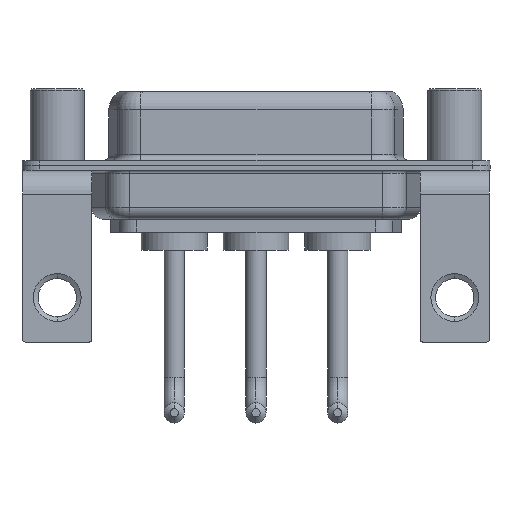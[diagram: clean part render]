
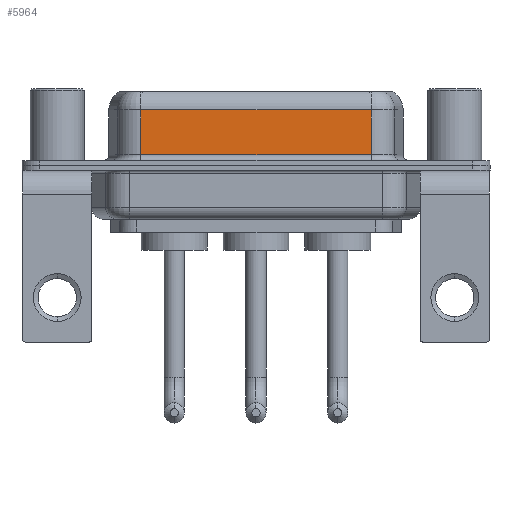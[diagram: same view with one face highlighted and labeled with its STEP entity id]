
A CAD part, front view. The second image highlights one B-rep face of the part: STEP entity #5964.
In plain terms, the highlighted planar face has unit normal (0, -1, 0).
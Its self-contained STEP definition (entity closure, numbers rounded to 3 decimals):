
#498 = VECTOR ( 'NONE', #6768, 1000. ) ;
#809 = DIRECTION ( 'NONE',  ( 0., 0., 1. ) ) ;
#1182 = LINE ( 'NONE', #5753, #13667 ) ;
#1285 = CARTESIAN_POINT ( 'NONE',  ( 26.287, -3.95, 6.4 ) ) ;
#1706 = VECTOR ( 'NONE', #2091, 1000. ) ;
#1897 = AXIS2_PLACEMENT_3D ( 'NONE', #6522, #11116, #809 ) ;
#2091 = DIRECTION ( 'NONE',  ( -1., 0., 0. ) ) ;
#2629 = CARTESIAN_POINT ( 'NONE',  ( 26.287, -3.95, 0.9 ) ) ;
#2747 = CARTESIAN_POINT ( 'NONE',  ( 7.013, -3.95, 4.65 ) ) ;
#2749 = DIRECTION ( 'NONE',  ( 1., 0., 0. ) ) ;
#3081 = FACE_OUTER_BOUND ( 'NONE', #11436, .T. ) ;
#3481 = LINE ( 'NONE', #1285, #498 ) ;
#3527 = CARTESIAN_POINT ( 'NONE',  ( 26.287, -3.95, 4.65 ) ) ;
#4196 = VERTEX_POINT ( 'NONE', #2629 ) ;
#4466 = ORIENTED_EDGE ( 'NONE', *, *, #11499, .T. ) ;
#4558 = DIRECTION ( 'NONE',  ( 0., 0., -1. ) ) ;
#5753 = CARTESIAN_POINT ( 'NONE',  ( 7.013, -3.95, 6.4 ) ) ;
#5964 = ADVANCED_FACE ( 'NONE', ( #3081 ), #12231, .F. ) ;
#6058 = VECTOR ( 'NONE', #2749, 1000. ) ;
#6127 = VERTEX_POINT ( 'NONE', #11638 ) ;
#6522 = CARTESIAN_POINT ( 'NONE',  ( 26.287, -3.95, 6.4 ) ) ;
#6768 = DIRECTION ( 'NONE',  ( 0., 0., -1. ) ) ;
#6828 = CARTESIAN_POINT ( 'NONE',  ( 26.287, -3.95, 4.65 ) ) ;
#7963 = LINE ( 'NONE', #3527, #1706 ) ;
#8454 = LINE ( 'NONE', #13029, #6058 ) ;
#9299 = VERTEX_POINT ( 'NONE', #6828 ) ;
#9371 = EDGE_CURVE ( 'NONE', #12630, #6127, #1182, .T. ) ;
#10482 = ORIENTED_EDGE ( 'NONE', *, *, #13294, .T. ) ;
#10993 = EDGE_CURVE ( 'NONE', #9299, #4196, #3481, .T. ) ;
#11116 = DIRECTION ( 'NONE',  ( 0., 1., 0. ) ) ;
#11436 = EDGE_LOOP ( 'NONE', ( #12782, #4466, #11468, #10482 ) ) ;
#11468 = ORIENTED_EDGE ( 'NONE', *, *, #9371, .T. ) ;
#11499 = EDGE_CURVE ( 'NONE', #9299, #12630, #7963, .T. ) ;
#11638 = CARTESIAN_POINT ( 'NONE',  ( 7.013, -3.95, 0.9 ) ) ;
#12231 = PLANE ( 'NONE',  #1897 ) ;
#12630 = VERTEX_POINT ( 'NONE', #2747 ) ;
#12782 = ORIENTED_EDGE ( 'NONE', *, *, #10993, .F. ) ;
#13029 = CARTESIAN_POINT ( 'NONE',  ( 26.287, -3.95, 0.9 ) ) ;
#13294 = EDGE_CURVE ( 'NONE', #6127, #4196, #8454, .T. ) ;
#13667 = VECTOR ( 'NONE', #4558, 1000. ) ;
